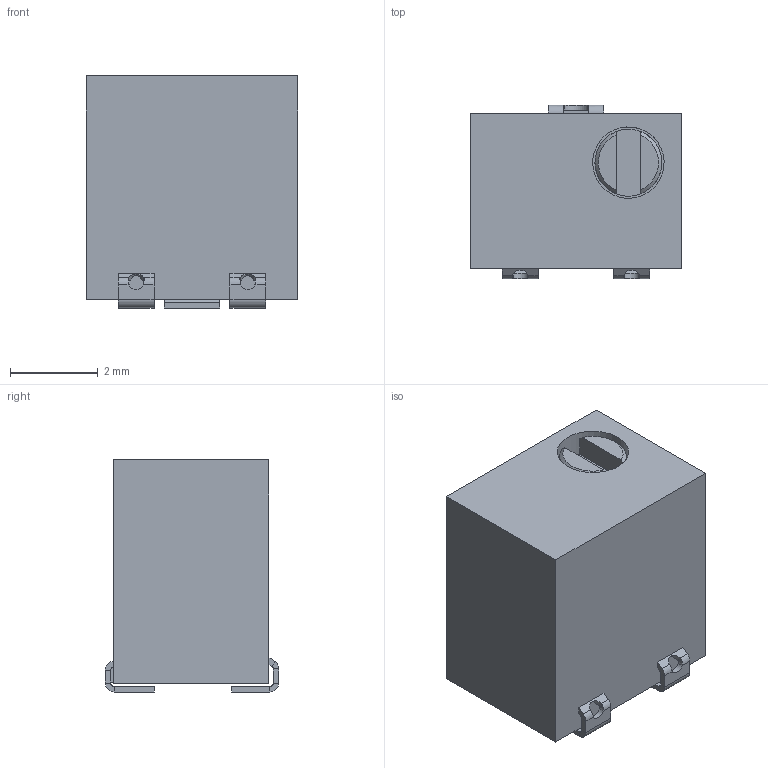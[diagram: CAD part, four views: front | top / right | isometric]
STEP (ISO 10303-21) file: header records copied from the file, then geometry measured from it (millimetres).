
FILE_DESCRIPTION(/* description */ (''),/* implementation_level */ '2;1');
FILE_NAME(/* name */ 'POT BOURNS TRIMPOT 3224W.STEP',/* time_stamp */ '2020-05-18T19:27:41+02:00',/* author */ ('Ronald Kortekaas'),/* organization */ ('Bourns, Inc.'),/* preprocessor_version */ 'ST-DEVELOPER v17.2',/* originating_system */ 'Autodesk Inventor 2019',/* authorisation */ '');
FILE_SCHEMA (('AUTOMOTIVE_DESIGN { 1 0 10303 214 3 1 1 }'));
Length unit declared in the file: millimetre
Products named in the file (1): 3224W
Bounding box: 4.83 x 3.96 x 5.28 mm (x, y, z)
Volume: 86.4 mm3; surface area: 136.9 mm2
Topology: 1 solids, 1 shells, 107 faces, 260 edges, 156 vertices
Faces by surface type: plane 68, cylinder 25, bspline 12, cone 2
Full cylindrical faces by diameter (mm): 1.524 x1, 1.626 x1
Entity records: 3586 total; most frequent: CARTESIAN_POINT 1086, ORIENTED_EDGE 520, DIRECTION 470, EDGE_CURVE 260, LINE 178, VECTOR 178, VERTEX_POINT 156, AXIS2_PLACEMENT_3D 146
